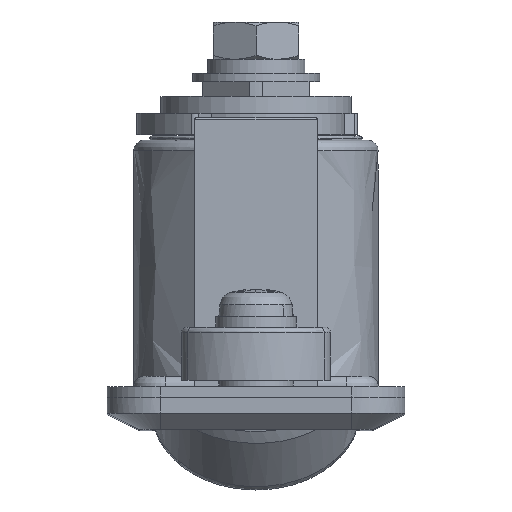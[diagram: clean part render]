
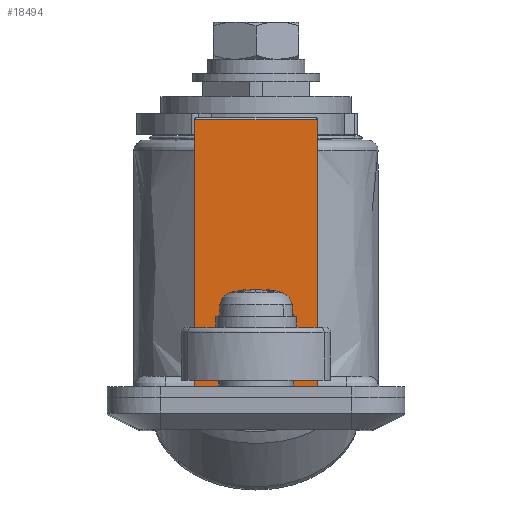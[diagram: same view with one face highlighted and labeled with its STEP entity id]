
A CAD part, top view. The second image highlights one B-rep face of the part: STEP entity #18494.
In plain terms, the highlighted free-form (B-spline) face has degree [1, 1] with [2, 2] control points.
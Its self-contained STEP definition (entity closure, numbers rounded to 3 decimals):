
#15240=CARTESIAN_POINT('',(1.,5.75,11.5));
#15241=VERTEX_POINT('',#15240);
#15262=CARTESIAN_POINT('',(1.,8.5,11.5));
#15263=VERTEX_POINT('',#15262);
#15277=CARTESIAN_POINT('',(1.,5.75,11.5));
#15278=CARTESIAN_POINT('',(1.,8.5,11.5));
#15279=QUASI_UNIFORM_CURVE('',1,(#15277,#15278),.UNSPECIFIED.,.F.,.U.);
#15280=EDGE_CURVE('',#15241,#15263,#15279,.T.);
#15496=CARTESIAN_POINT('',(1.,-8.5,11.5));
#15497=VERTEX_POINT('',#15496);
#15555=CARTESIAN_POINT('',(1.,-5.75,11.5));
#15556=VERTEX_POINT('',#15555);
#15572=CARTESIAN_POINT('',(1.,-8.5,11.5));
#15573=CARTESIAN_POINT('',(1.,-5.75,11.5));
#15574=QUASI_UNIFORM_CURVE('',1,(#15572,#15573),.UNSPECIFIED.,.F.,.U.);
#15575=EDGE_CURVE('',#15497,#15556,#15574,.T.);
#15853=CARTESIAN_POINT('',(26.1,5.75,11.5));
#15854=VERTEX_POINT('',#15853);
#15897=CARTESIAN_POINT('',(26.1,-5.75,11.5));
#15898=VERTEX_POINT('',#15897);
#15920=CARTESIAN_POINT('',(26.1,-5.75,11.5));
#15921=CARTESIAN_POINT('',(26.1,5.75,11.5));
#15922=QUASI_UNIFORM_CURVE('',1,(#15920,#15921),.UNSPECIFIED.,.F.,.U.);
#15923=EDGE_CURVE('',#15898,#15854,#15922,.T.);
#17359=CARTESIAN_POINT('',(0.0,8.5,11.5));
#17360=VERTEX_POINT('',#17359);
#17361=CARTESIAN_POINT('',(1.,8.5,11.5));
#17362=CARTESIAN_POINT('',(0.0,8.5,11.5));
#17363=QUASI_UNIFORM_CURVE('',1,(#17361,#17362),.UNSPECIFIED.,.F.,.U.);
#17364=EDGE_CURVE('',#15263,#17360,#17363,.T.);
#17443=CARTESIAN_POINT('',(0.0,-8.5,11.5));
#17444=VERTEX_POINT('',#17443);
#17445=CARTESIAN_POINT('',(1.,-8.5,11.5));
#17446=CARTESIAN_POINT('',(0.0,-8.5,11.5));
#17447=QUASI_UNIFORM_CURVE('',1,(#17445,#17446),.UNSPECIFIED.,.F.,.U.);
#17448=EDGE_CURVE('',#15497,#17444,#17447,.T.);
#18424=CARTESIAN_POINT('',(26.1,5.75,11.5));
#18425=CARTESIAN_POINT('',(1.,5.75,11.5));
#18426=QUASI_UNIFORM_CURVE('',1,(#18424,#18425),.UNSPECIFIED.,.F.,.U.);
#18427=EDGE_CURVE('',#15854,#15241,#18426,.T.);
#18460=CARTESIAN_POINT('',(26.1,-5.75,11.5));
#18461=CARTESIAN_POINT('',(1.,-5.75,11.5));
#18462=QUASI_UNIFORM_CURVE('',1,(#18460,#18461),.UNSPECIFIED.,.F.,.U.);
#18463=EDGE_CURVE('',#15898,#15556,#18462,.T.);
#18475=CARTESIAN_POINT('',(27.404,-9.349,11.5));
#18476=CARTESIAN_POINT('',(-1.304,-9.349,11.5));
#18477=CARTESIAN_POINT('',(27.404,9.349,11.5));
#18478=CARTESIAN_POINT('',(-1.304,9.349,11.5));
#18479=B_SPLINE_SURFACE_WITH_KNOTS('',1,1,((#18475,#18477),(#18476,#18478)),.UNSPECIFIED.,.F.,.F.,.U.,(2,2),(2,2),(0.0,28.707),(0.0,18.698),.UNSPECIFIED.);
#18480=ORIENTED_EDGE('',*,*,#17448,.F.);
#18481=ORIENTED_EDGE('',*,*,#15575,.T.);
#18482=ORIENTED_EDGE('',*,*,#18463,.F.);
#18483=ORIENTED_EDGE('',*,*,#15923,.T.);
#18484=ORIENTED_EDGE('',*,*,#18427,.T.);
#18485=ORIENTED_EDGE('',*,*,#15280,.T.);
#18486=ORIENTED_EDGE('',*,*,#17364,.T.);
#18487=CARTESIAN_POINT('',(0.0,8.5,11.5));
#18488=CARTESIAN_POINT('',(0.0,-8.5,11.5));
#18489=QUASI_UNIFORM_CURVE('',1,(#18487,#18488),.UNSPECIFIED.,.F.,.U.);
#18490=EDGE_CURVE('',#17360,#17444,#18489,.T.);
#18491=ORIENTED_EDGE('',*,*,#18490,.T.);
#18492=EDGE_LOOP('',(#18480,#18481,#18482,#18483,#18484,#18485,#18486,#18491));
#18493=FACE_OUTER_BOUND('',#18492,.T.);
#18494=ADVANCED_FACE('',(#18493),#18479,.F.);
